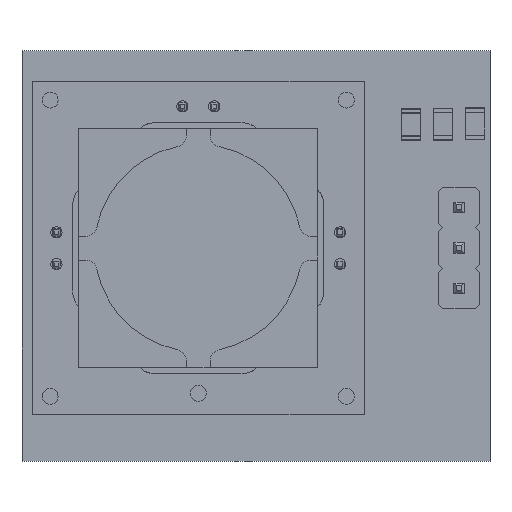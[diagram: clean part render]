
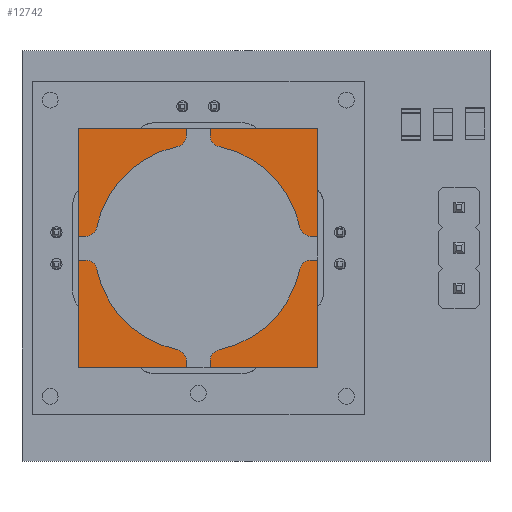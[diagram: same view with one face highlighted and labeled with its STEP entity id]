
A CAD part, top view. The second image highlights one B-rep face of the part: STEP entity #12742.
In plain terms, the highlighted face is planar.
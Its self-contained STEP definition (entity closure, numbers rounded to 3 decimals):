
#9626 = CYLINDRICAL_SURFACE('',#9627,3.);
#9627 = AXIS2_PLACEMENT_3D('',#9628,#9629,#9630);
#9628 = CARTESIAN_POINT('',(2.198,13.722,
    17.875));
#9629 = DIRECTION('',(-0.,-1.,-0.));
#9630 = DIRECTION('',(0.,0.,-1.));
#9651 = VERTEX_POINT('',#9652);
#9652 = CARTESIAN_POINT('',(2.198,13.712,
    20.875));
#9666 = CYLINDRICAL_SURFACE('',#9667,3.);
#9667 = AXIS2_PLACEMENT_3D('',#9668,#9669,#9670);
#9668 = CARTESIAN_POINT('',(2.198,13.722,
    17.875));
#9669 = DIRECTION('',(-0.,-1.,-0.));
#9670 = DIRECTION('',(0.,0.,-1.));
#9678 = EDGE_CURVE('',#9651,#9679,#9681,.T.);
#9679 = VERTEX_POINT('',#9680);
#9680 = CARTESIAN_POINT('',(2.198,13.712,
    14.875));
#9681 = SURFACE_CURVE('',#9682,(#9687,#9694),.PCURVE_S1.);
#9682 = CIRCLE('',#9683,3.);
#9683 = AXIS2_PLACEMENT_3D('',#9684,#9685,#9686);
#9684 = CARTESIAN_POINT('',(2.198,13.712,
    17.875));
#9685 = DIRECTION('',(0.,1.,0.));
#9686 = DIRECTION('',(0.,0.,1.));
#9687 = PCURVE('',#9626,#9688);
#9688 = DEFINITIONAL_REPRESENTATION('',(#9689),#9693);
#9689 = LINE('',#9690,#9691);
#9690 = CARTESIAN_POINT('',(3.142,0.01));
#9691 = VECTOR('',#9692,1.);
#9692 = DIRECTION('',(-1.,0.));
#9693 = ( GEOMETRIC_REPRESENTATION_CONTEXT(2) 
PARAMETRIC_REPRESENTATION_CONTEXT() REPRESENTATION_CONTEXT('2D SPACE',''
  ) );
#9694 = PCURVE('',#9695,#9700);
#9695 = PLANE('',#9696);
#9696 = AXIS2_PLACEMENT_3D('',#9697,#9698,#9699);
#9697 = CARTESIAN_POINT('',(2.198,13.712,
    17.875));
#9698 = DIRECTION('',(0.,1.,0.));
#9699 = DIRECTION('',(0.,0.,1.));
#9700 = DEFINITIONAL_REPRESENTATION('',(#9701),#9705);
#9701 = CIRCLE('',#9702,3.);
#9702 = AXIS2_PLACEMENT_2D('',#9703,#9704);
#9703 = CARTESIAN_POINT('',(0.,0.));
#9704 = DIRECTION('',(1.,0.));
#9705 = ( GEOMETRIC_REPRESENTATION_CONTEXT(2) 
PARAMETRIC_REPRESENTATION_CONTEXT() REPRESENTATION_CONTEXT('2D SPACE',''
  ) );
#10454 = PLANE('',#10455);
#10455 = AXIS2_PLACEMENT_3D('',#10456,#10457,#10458);
#10456 = CARTESIAN_POINT('',(-5.302,13.712,
    10.375));
#10457 = DIRECTION('',(0.,0.,1.));
#10458 = DIRECTION('',(1.,0.,0.));
#10599 = PLANE('',#10600);
#10600 = AXIS2_PLACEMENT_3D('',#10601,#10602,#10603);
#10601 = CARTESIAN_POINT('',(9.698,13.712,
    10.375));
#10602 = DIRECTION('',(-1.,0.,0.));
#10603 = DIRECTION('',(0.,0.,1.));
#10744 = PLANE('',#10745);
#10745 = AXIS2_PLACEMENT_3D('',#10746,#10747,#10748);
#10746 = CARTESIAN_POINT('',(-5.302,13.712,
    25.375));
#10747 = DIRECTION('',(0.,0.,-1.));
#10748 = DIRECTION('',(-1.,0.,0.));
#10889 = PLANE('',#10890);
#10890 = AXIS2_PLACEMENT_3D('',#10891,#10892,#10893);
#10891 = CARTESIAN_POINT('',(-5.302,13.712,
    10.375));
#10892 = DIRECTION('',(1.,0.,0.));
#10893 = DIRECTION('',(0.,0.,-1.));
#12458 = VERTEX_POINT('',#12459);
#12459 = CARTESIAN_POINT('',(-5.302,13.712,
    10.375));
#12480 = EDGE_CURVE('',#12458,#12481,#12483,.T.);
#12481 = VERTEX_POINT('',#12482);
#12482 = CARTESIAN_POINT('',(-5.302,13.712,
    25.375));
#12483 = SURFACE_CURVE('',#12484,(#12488,#12495),.PCURVE_S1.);
#12484 = LINE('',#12485,#12486);
#12485 = CARTESIAN_POINT('',(-5.302,13.712,
    10.375));
#12486 = VECTOR('',#12487,1.);
#12487 = DIRECTION('',(0.,0.,1.));
#12488 = PCURVE('',#10889,#12489);
#12489 = DEFINITIONAL_REPRESENTATION('',(#12490),#12494);
#12490 = LINE('',#12491,#12492);
#12491 = CARTESIAN_POINT('',(0.,0.));
#12492 = VECTOR('',#12493,1.);
#12493 = DIRECTION('',(-1.,0.));
#12494 = ( GEOMETRIC_REPRESENTATION_CONTEXT(2) 
PARAMETRIC_REPRESENTATION_CONTEXT() REPRESENTATION_CONTEXT('2D SPACE',''
  ) );
#12495 = PCURVE('',#9695,#12496);
#12496 = DEFINITIONAL_REPRESENTATION('',(#12497),#12501);
#12497 = LINE('',#12498,#12499);
#12498 = CARTESIAN_POINT('',(-7.5,-7.5));
#12499 = VECTOR('',#12500,1.);
#12500 = DIRECTION('',(1.,0.));
#12501 = ( GEOMETRIC_REPRESENTATION_CONTEXT(2) 
PARAMETRIC_REPRESENTATION_CONTEXT() REPRESENTATION_CONTEXT('2D SPACE',''
  ) );
#12556 = EDGE_CURVE('',#12481,#12557,#12559,.T.);
#12557 = VERTEX_POINT('',#12558);
#12558 = CARTESIAN_POINT('',(9.698,13.712,
    25.375));
#12559 = SURFACE_CURVE('',#12560,(#12564,#12571),.PCURVE_S1.);
#12560 = LINE('',#12561,#12562);
#12561 = CARTESIAN_POINT('',(-5.302,13.712,
    25.375));
#12562 = VECTOR('',#12563,1.);
#12563 = DIRECTION('',(1.,0.,0.));
#12564 = PCURVE('',#10744,#12565);
#12565 = DEFINITIONAL_REPRESENTATION('',(#12566),#12570);
#12566 = LINE('',#12567,#12568);
#12567 = CARTESIAN_POINT('',(0.,0.));
#12568 = VECTOR('',#12569,1.);
#12569 = DIRECTION('',(-1.,0.));
#12570 = ( GEOMETRIC_REPRESENTATION_CONTEXT(2) 
PARAMETRIC_REPRESENTATION_CONTEXT() REPRESENTATION_CONTEXT('2D SPACE',''
  ) );
#12571 = PCURVE('',#9695,#12572);
#12572 = DEFINITIONAL_REPRESENTATION('',(#12573),#12577);
#12573 = LINE('',#12574,#12575);
#12574 = CARTESIAN_POINT('',(7.5,-7.5));
#12575 = VECTOR('',#12576,1.);
#12576 = DIRECTION('',(0.,1.));
#12577 = ( GEOMETRIC_REPRESENTATION_CONTEXT(2) 
PARAMETRIC_REPRESENTATION_CONTEXT() REPRESENTATION_CONTEXT('2D SPACE',''
  ) );
#12627 = EDGE_CURVE('',#12557,#12628,#12630,.T.);
#12628 = VERTEX_POINT('',#12629);
#12629 = CARTESIAN_POINT('',(9.698,13.712,
    10.375));
#12630 = SURFACE_CURVE('',#12631,(#12635,#12642),.PCURVE_S1.);
#12631 = LINE('',#12632,#12633);
#12632 = CARTESIAN_POINT('',(9.698,13.712,
    10.375));
#12633 = VECTOR('',#12634,1.);
#12634 = DIRECTION('',(-0.,-0.,-1.));
#12635 = PCURVE('',#10599,#12636);
#12636 = DEFINITIONAL_REPRESENTATION('',(#12637),#12641);
#12637 = LINE('',#12638,#12639);
#12638 = CARTESIAN_POINT('',(0.,0.));
#12639 = VECTOR('',#12640,1.);
#12640 = DIRECTION('',(-1.,0.));
#12641 = ( GEOMETRIC_REPRESENTATION_CONTEXT(2) 
PARAMETRIC_REPRESENTATION_CONTEXT() REPRESENTATION_CONTEXT('2D SPACE',''
  ) );
#12642 = PCURVE('',#9695,#12643);
#12643 = DEFINITIONAL_REPRESENTATION('',(#12644),#12648);
#12644 = LINE('',#12645,#12646);
#12645 = CARTESIAN_POINT('',(-7.5,7.5));
#12646 = VECTOR('',#12647,1.);
#12647 = DIRECTION('',(-1.,0.));
#12648 = ( GEOMETRIC_REPRESENTATION_CONTEXT(2) 
PARAMETRIC_REPRESENTATION_CONTEXT() REPRESENTATION_CONTEXT('2D SPACE',''
  ) );
#12721 = EDGE_CURVE('',#12628,#12458,#12722,.T.);
#12722 = SURFACE_CURVE('',#12723,(#12727,#12734),.PCURVE_S1.);
#12723 = LINE('',#12724,#12725);
#12724 = CARTESIAN_POINT('',(-5.302,13.712,
    10.375));
#12725 = VECTOR('',#12726,1.);
#12726 = DIRECTION('',(-1.,-0.,-0.));
#12727 = PCURVE('',#10454,#12728);
#12728 = DEFINITIONAL_REPRESENTATION('',(#12729),#12733);
#12729 = LINE('',#12730,#12731);
#12730 = CARTESIAN_POINT('',(0.,0.));
#12731 = VECTOR('',#12732,1.);
#12732 = DIRECTION('',(-1.,0.));
#12733 = ( GEOMETRIC_REPRESENTATION_CONTEXT(2) 
PARAMETRIC_REPRESENTATION_CONTEXT() REPRESENTATION_CONTEXT('2D SPACE',''
  ) );
#12734 = PCURVE('',#9695,#12735);
#12735 = DEFINITIONAL_REPRESENTATION('',(#12736),#12740);
#12736 = LINE('',#12737,#12738);
#12737 = CARTESIAN_POINT('',(-7.5,-7.5));
#12738 = VECTOR('',#12739,1.);
#12739 = DIRECTION('',(0.,-1.));
#12740 = ( GEOMETRIC_REPRESENTATION_CONTEXT(2) 
PARAMETRIC_REPRESENTATION_CONTEXT() REPRESENTATION_CONTEXT('2D SPACE',''
  ) );
#12742 = ADVANCED_FACE('',(#12743,#12768),#9695,.T.);
#12743 = FACE_BOUND('',#12744,.T.);
#12744 = EDGE_LOOP('',(#12745,#12767));
#12745 = ORIENTED_EDGE('',*,*,#12746,.F.);
#12746 = EDGE_CURVE('',#9679,#9651,#12747,.T.);
#12747 = SURFACE_CURVE('',#12748,(#12753,#12760),.PCURVE_S1.);
#12748 = CIRCLE('',#12749,3.);
#12749 = AXIS2_PLACEMENT_3D('',#12750,#12751,#12752);
#12750 = CARTESIAN_POINT('',(2.198,13.712,
    17.875));
#12751 = DIRECTION('',(0.,1.,0.));
#12752 = DIRECTION('',(0.,0.,1.));
#12753 = PCURVE('',#9695,#12754);
#12754 = DEFINITIONAL_REPRESENTATION('',(#12755),#12759);
#12755 = CIRCLE('',#12756,3.);
#12756 = AXIS2_PLACEMENT_2D('',#12757,#12758);
#12757 = CARTESIAN_POINT('',(0.,0.));
#12758 = DIRECTION('',(1.,0.));
#12759 = ( GEOMETRIC_REPRESENTATION_CONTEXT(2) 
PARAMETRIC_REPRESENTATION_CONTEXT() REPRESENTATION_CONTEXT('2D SPACE',''
  ) );
#12760 = PCURVE('',#9666,#12761);
#12761 = DEFINITIONAL_REPRESENTATION('',(#12762),#12766);
#12762 = LINE('',#12763,#12764);
#12763 = CARTESIAN_POINT('',(9.425,0.01));
#12764 = VECTOR('',#12765,1.);
#12765 = DIRECTION('',(-1.,0.));
#12766 = ( GEOMETRIC_REPRESENTATION_CONTEXT(2) 
PARAMETRIC_REPRESENTATION_CONTEXT() REPRESENTATION_CONTEXT('2D SPACE',''
  ) );
#12767 = ORIENTED_EDGE('',*,*,#9678,.F.);
#12768 = FACE_BOUND('',#12769,.T.);
#12769 = EDGE_LOOP('',(#12770,#12771,#12772,#12773));
#12770 = ORIENTED_EDGE('',*,*,#12480,.T.);
#12771 = ORIENTED_EDGE('',*,*,#12556,.T.);
#12772 = ORIENTED_EDGE('',*,*,#12627,.T.);
#12773 = ORIENTED_EDGE('',*,*,#12721,.T.);
